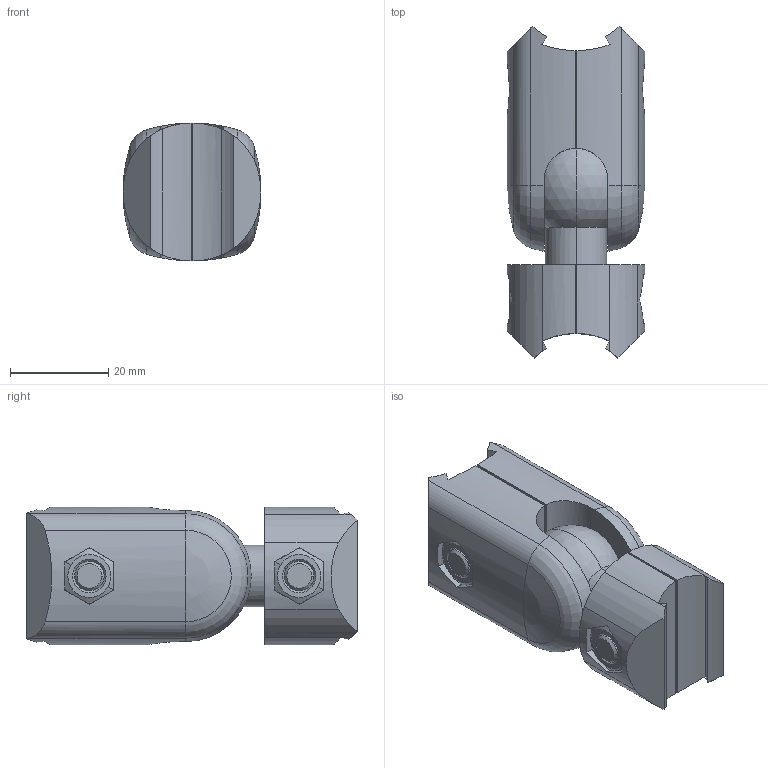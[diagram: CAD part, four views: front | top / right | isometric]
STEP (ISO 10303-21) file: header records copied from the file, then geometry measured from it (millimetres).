
FILE_DESCRIPTION(/* description */ (''),/* implementation_level */ '2;1');
FILE_NAME(/* name */ '42D-283-0.stp',/* time_stamp */ '2022-07-21T11:45:08-04:00',/* author */ ('aorselli'),/* organization */ (''),/* preprocessor_version */ 'ST-DEVELOPER v18.1',/* originating_system */ 'AutoCAD Mechanical',/* authorisation */ '');
FILE_SCHEMA (('AUTOMOTIVE_DESIGN { 1 0 10303 214 3 1 1 }'));
Length unit declared in the file: millimetre
Products named in the file (1): 42D-283-0
Bounding box: 28 x 67.43 x 28 mm (x, y, z)
Volume: 34147.6 mm3; surface area: 16326.6 mm2
Topology: 8 solids, 8 shells, 186 faces, 468 edges, 298 vertices
Faces by surface type: plane 82, cylinder 70, cone 24, sphere 6, bspline 2, torus 2
Entity records: 6154 total; most frequent: CARTESIAN_POINT 1761, ORIENTED_EDGE 920, DIRECTION 882, EDGE_CURVE 460, AXIS2_PLACEMENT_3D 337, VERTEX_POINT 298, LINE 208, VECTOR 208
